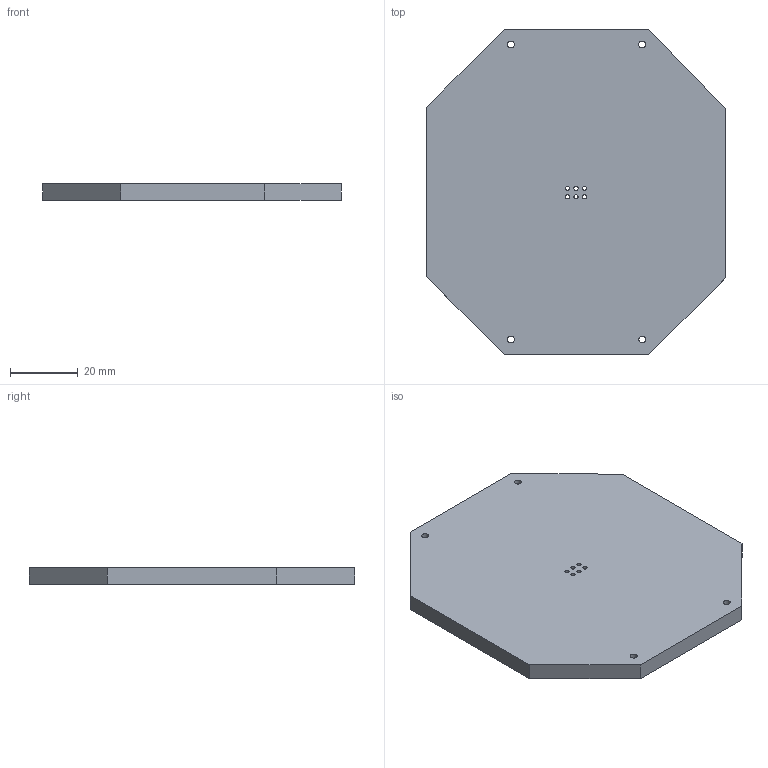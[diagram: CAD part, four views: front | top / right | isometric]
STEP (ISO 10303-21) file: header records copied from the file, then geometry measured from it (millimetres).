
FILE_DESCRIPTION(('STEP AP242'), '1');
FILE_NAME('ïàíåëü êàðåòêè', '', ('UNSPECIFIED'), ('UNSPECIFIED'), 'C3D Converter', 'C3D Toolkit', '');
FILE_SCHEMA(('AP242_MANAGED_MODEL_BASED_3D_ENGINEERING_MIM_LF { 1 0 10303 442 1 1 4 }'));
Length unit declared in the file: millimetre
Bounding box: 88.11 x 95.96 x 5 mm (x, y, z)
Volume: 36937 mm3; surface area: 16586.1 mm2
Topology: 1 solids, 1 shells, 20 faces, 54 edges, 36 vertices
Faces by surface type: plane 10, cylinder 10
Full cylindrical faces by diameter (mm): 1.2 x6, 2 x4
Entity records: 823 total; most frequent: DIRECTION 106, CARTESIAN_POINT 101, ORIENTED_EDGE 88, EDGE_LOOP 50, EDGE_CURVE 44, AXIS2_PLACEMENT_3D 41, VERTEX_POINT 36, FACE_BOUND 30
